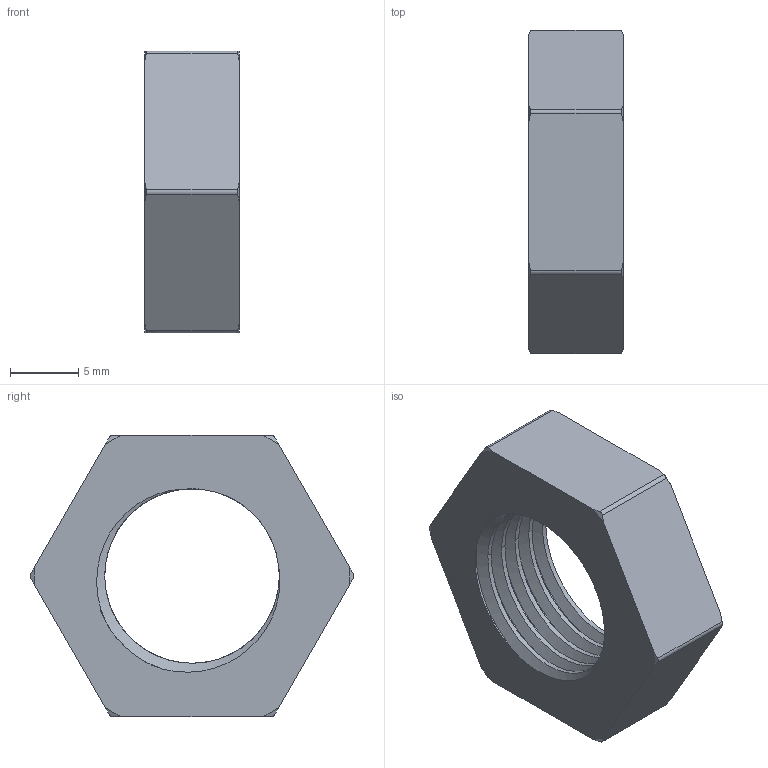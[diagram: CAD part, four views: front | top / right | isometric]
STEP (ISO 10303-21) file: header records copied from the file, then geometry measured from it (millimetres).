
FILE_DESCRIPTION((''),'2;1');
FILE_NAME('001_FLN_MASTER','2025-06-27T09:55:04',('Administrator'),(''),'CREO PARAMETRIC BY PTC INC, 2020414','CREO PARAMETRIC BY PTC INC, 2020414','');
FILE_SCHEMA(('AUTOMOTIVE_DESIGN { 1 0 10303 214 1 1 1 1 }'));
Length unit declared in the file: millimetre
Products named in the file (1): 001_FLN_MASTER
Bounding box: 6.9 x 23.68 x 20.6 mm (x, y, z)
Volume: 1556.2 mm3; surface area: 1415.3 mm2
Topology: 1 solids, 1 shells, 42 faces, 120 edges, 85 vertices
Faces by surface type: cylinder 16, cone 12, plane 8, bspline 6
Entity records: 3301 total; most frequent: CARTESIAN_POINT 2145, ORIENTED_EDGE 236, DIRECTION 140, EDGE_CURVE 118, COLOUR_RGB 116, VERTEX_POINT 78, B_SPLINE_CURVE_WITH_KNOTS 68, AXIS2_PLACEMENT_3D 51
